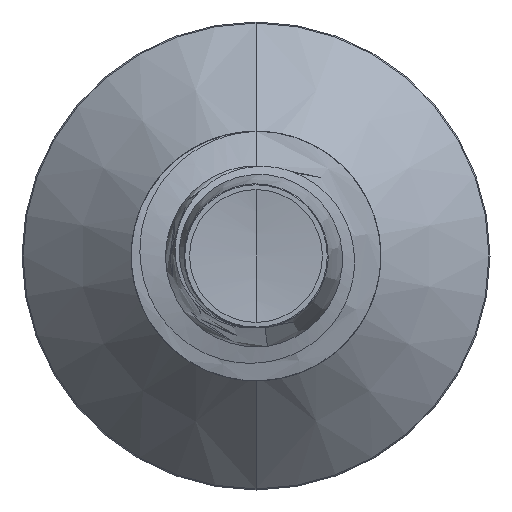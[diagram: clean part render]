
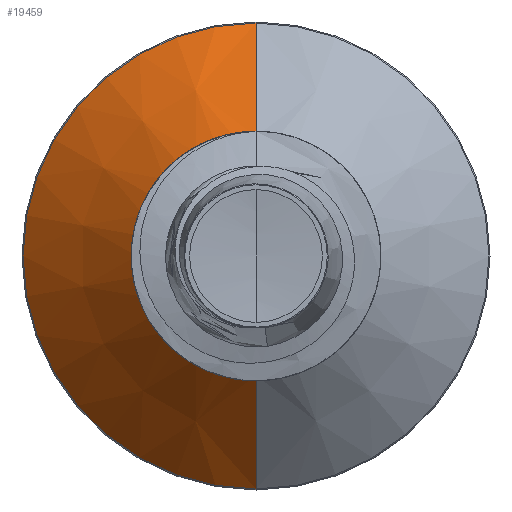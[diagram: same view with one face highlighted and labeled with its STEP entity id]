
A CAD part, front view. The second image highlights one B-rep face of the part: STEP entity #19459.
In plain terms, the highlighted conical face has half-angle 45 degrees and reference radius 0.764 mm.
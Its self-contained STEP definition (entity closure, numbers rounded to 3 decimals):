
#1335 = EDGE_CURVE ( 'NONE', #2452, #13744, #5174, .T. ) ;
#1362 = EDGE_CURVE ( 'NONE', #7069, #2452, #15306, .T. ) ;
#1929 = CARTESIAN_POINT ( 'NONE',  ( 0., 8.065, -0.765 ) ) ;
#1966 = DIRECTION ( 'NONE',  ( 0., 0.707, -0.707 ) ) ;
#1992 = DIRECTION ( 'NONE',  ( 0., 0., 1. ) ) ;
#2031 = DIRECTION ( 'NONE',  ( 0., 1., 0. ) ) ;
#2068 = CARTESIAN_POINT ( 'NONE',  ( 0., 8.793, 0. ) ) ;
#2448 = AXIS2_PLACEMENT_3D ( 'NONE', #2068, #2031, #1992 ) ;
#2452 = VERTEX_POINT ( 'NONE', #5653 ) ;
#4014 = EDGE_LOOP ( 'NONE', ( #17529, #21121, #18893, #16770 ) ) ;
#4494 = VECTOR ( 'NONE', #1966, 1000. ) ;
#4809 = VERTEX_POINT ( 'NONE', #20123 ) ;
#5174 = CIRCLE ( 'NONE', #2448, 1.493 ) ;
#5653 = CARTESIAN_POINT ( 'NONE',  ( 0., 8.793, -1.493 ) ) ;
#6394 = CIRCLE ( 'NONE', #11936, 0.765 ) ;
#7069 = VERTEX_POINT ( 'NONE', #22699 ) ;
#8179 = DIRECTION ( 'NONE',  ( 0., 1., 0. ) ) ;
#8215 = CARTESIAN_POINT ( 'NONE',  ( 0., 8.793, 1.493 ) ) ;
#11076 = DIRECTION ( 'NONE',  ( 0., 0., 1. ) ) ;
#11596 = EDGE_CURVE ( 'NONE', #4809, #13744, #12476, .T. ) ;
#11866 = CARTESIAN_POINT ( 'NONE',  ( 0., 8.065, 0.765 ) ) ;
#11936 = AXIS2_PLACEMENT_3D ( 'NONE', #18846, #8179, #20415 ) ;
#12476 = LINE ( 'NONE', #11866, #17088 ) ;
#13744 = VERTEX_POINT ( 'NONE', #8215 ) ;
#13766 = DIRECTION ( 'NONE',  ( 0., 0.707, 0.707 ) ) ;
#14151 = AXIS2_PLACEMENT_3D ( 'NONE', #19398, #14763, #11076 ) ;
#14763 = DIRECTION ( 'NONE',  ( 0., 1., 0. ) ) ;
#15306 = LINE ( 'NONE', #1929, #4494 ) ;
#16553 = CONICAL_SURFACE ( 'NONE', #14151, 0.765, 0.785 ) ;
#16770 = ORIENTED_EDGE ( 'NONE', *, *, #1335, .F. ) ;
#17088 = VECTOR ( 'NONE', #13766, 1000. ) ;
#17529 = ORIENTED_EDGE ( 'NONE', *, *, #1362, .F. ) ;
#18846 = CARTESIAN_POINT ( 'NONE',  ( 0., 8.065, 0. ) ) ;
#18893 = ORIENTED_EDGE ( 'NONE', *, *, #11596, .T. ) ;
#19398 = CARTESIAN_POINT ( 'NONE',  ( 0., 8.065, 0. ) ) ;
#19459 = ADVANCED_FACE ( 'NONE', ( #22728 ), #16553, .T. ) ;
#20123 = CARTESIAN_POINT ( 'NONE',  ( 0., 8.065, 0.765 ) ) ;
#20415 = DIRECTION ( 'NONE',  ( 0., 0., 1. ) ) ;
#21121 = ORIENTED_EDGE ( 'NONE', *, *, #23051, .T. ) ;
#22699 = CARTESIAN_POINT ( 'NONE',  ( 0., 8.065, -0.765 ) ) ;
#22728 = FACE_OUTER_BOUND ( 'NONE', #4014, .T. ) ;
#23051 = EDGE_CURVE ( 'NONE', #7069, #4809, #6394, .T. ) ;
